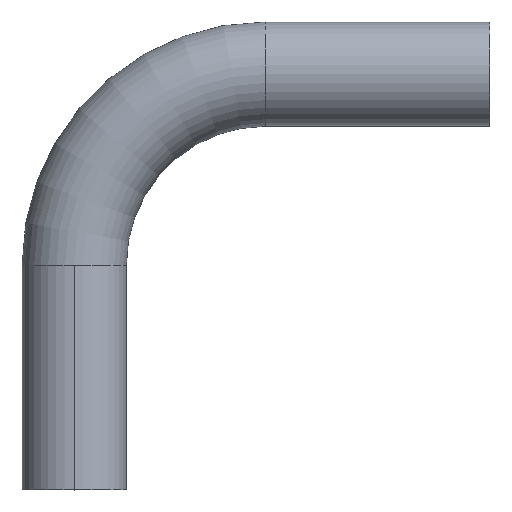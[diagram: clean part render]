
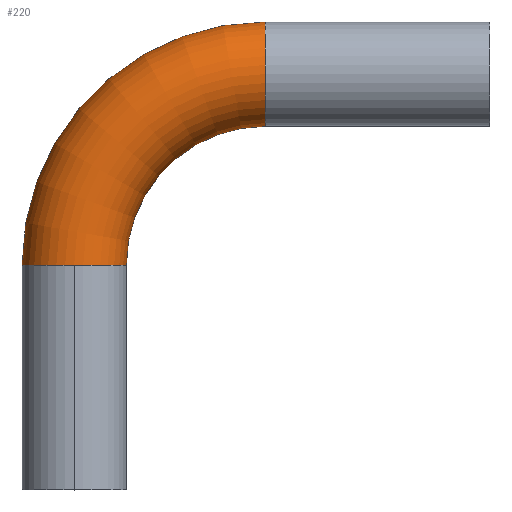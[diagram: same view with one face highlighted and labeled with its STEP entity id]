
A CAD part, top view. The second image highlights one B-rep face of the part: STEP entity #220.
In plain terms, the highlighted toroidal (fillet/blend) face has major radius 85 mm and minor radius 23.2 mm.
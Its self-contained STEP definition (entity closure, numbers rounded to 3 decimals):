
#1 = ORIENTED_EDGE ( 'NONE', *, *, #240, .F. ) ;
#14 = DIRECTION ( 'NONE',  ( 0., 0., -1. ) ) ;
#17 = CIRCLE ( 'NONE', #362, 23.2 ) ;
#36 = CIRCLE ( 'NONE', #279, 23.2 ) ;
#55 = EDGE_CURVE ( 'NONE', #232, #192, #352, .T. ) ;
#68 = VERTEX_POINT ( 'NONE', #288 ) ;
#72 = CIRCLE ( 'NONE', #470, 108.2 ) ;
#77 = DIRECTION ( 'NONE',  ( 0., 0., -1. ) ) ;
#115 = DIRECTION ( 'NONE',  ( 0., 0., -1. ) ) ;
#121 = ORIENTED_EDGE ( 'NONE', *, *, #55, .T. ) ;
#140 = EDGE_LOOP ( 'NONE', ( #462, #486, #1, #292, #121 ) ) ;
#145 = DIRECTION ( 'NONE',  ( 0., 0., 1. ) ) ;
#180 = DIRECTION ( 'NONE',  ( 0., -1., 0. ) ) ;
#184 = CARTESIAN_POINT ( 'NONE',  ( 0., 100., 23.2 ) ) ;
#187 = DIRECTION ( 'NONE',  ( -1., 0., 0. ) ) ;
#192 = VERTEX_POINT ( 'NONE', #328 ) ;
#208 = AXIS2_PLACEMENT_3D ( 'NONE', #347, #14, #463 ) ;
#219 = EDGE_CURVE ( 'NONE', #351, #192, #72, .T. ) ;
#220 = ADVANCED_FACE ( 'NONE', ( #422 ), #391, .T. ) ;
#232 = VERTEX_POINT ( 'NONE', #446 ) ;
#233 = CARTESIAN_POINT ( 'NONE',  ( 85., 100., 0. ) ) ;
#240 = EDGE_CURVE ( 'NONE', #68, #323, #36, .T. ) ;
#252 = AXIS2_PLACEMENT_3D ( 'NONE', #233, #77, #386 ) ;
#263 = DIRECTION ( 'NONE',  ( 0., 0., 1. ) ) ;
#265 = AXIS2_PLACEMENT_3D ( 'NONE', #317, #284, #472 ) ;
#279 = AXIS2_PLACEMENT_3D ( 'NONE', #373, #180, #263 ) ;
#284 = DIRECTION ( 'NONE',  ( -1., 0., 0. ) ) ;
#288 = CARTESIAN_POINT ( 'NONE',  ( 23.2, 100., 0. ) ) ;
#292 = ORIENTED_EDGE ( 'NONE', *, *, #374, .T. ) ;
#300 = CARTESIAN_POINT ( 'NONE',  ( 85., 100., 0. ) ) ;
#317 = CARTESIAN_POINT ( 'NONE',  ( 85., 185., 0. ) ) ;
#323 = VERTEX_POINT ( 'NONE', #184 ) ;
#328 = CARTESIAN_POINT ( 'NONE',  ( 85., 208.2, 0. ) ) ;
#332 = EDGE_CURVE ( 'NONE', #323, #351, #17, .T. ) ;
#333 = DIRECTION ( 'NONE',  ( 0., -1., 0. ) ) ;
#347 = CARTESIAN_POINT ( 'NONE',  ( 85., 100., 0. ) ) ;
#351 = VERTEX_POINT ( 'NONE', #455 ) ;
#352 = CIRCLE ( 'NONE', #265, 23.2 ) ;
#362 = AXIS2_PLACEMENT_3D ( 'NONE', #484, #333, #145 ) ;
#373 = CARTESIAN_POINT ( 'NONE',  ( 0., 100., 0. ) ) ;
#374 = EDGE_CURVE ( 'NONE', #68, #232, #477, .T. ) ;
#386 = DIRECTION ( 'NONE',  ( -1., 0., 0. ) ) ;
#391 = TOROIDAL_SURFACE ( 'NONE', #252, 85., 23.2 ) ;
#422 = FACE_OUTER_BOUND ( 'NONE', #140, .T. ) ;
#446 = CARTESIAN_POINT ( 'NONE',  ( 85., 161.8, 0. ) ) ;
#455 = CARTESIAN_POINT ( 'NONE',  ( -23.2, 100., 0. ) ) ;
#462 = ORIENTED_EDGE ( 'NONE', *, *, #219, .F. ) ;
#463 = DIRECTION ( 'NONE',  ( -1., 0., 0. ) ) ;
#470 = AXIS2_PLACEMENT_3D ( 'NONE', #300, #115, #187 ) ;
#472 = DIRECTION ( 'NONE',  ( 0., -1., 0. ) ) ;
#477 = CIRCLE ( 'NONE', #208, 61.8 ) ;
#484 = CARTESIAN_POINT ( 'NONE',  ( 0., 100., 0. ) ) ;
#486 = ORIENTED_EDGE ( 'NONE', *, *, #332, .F. ) ;
